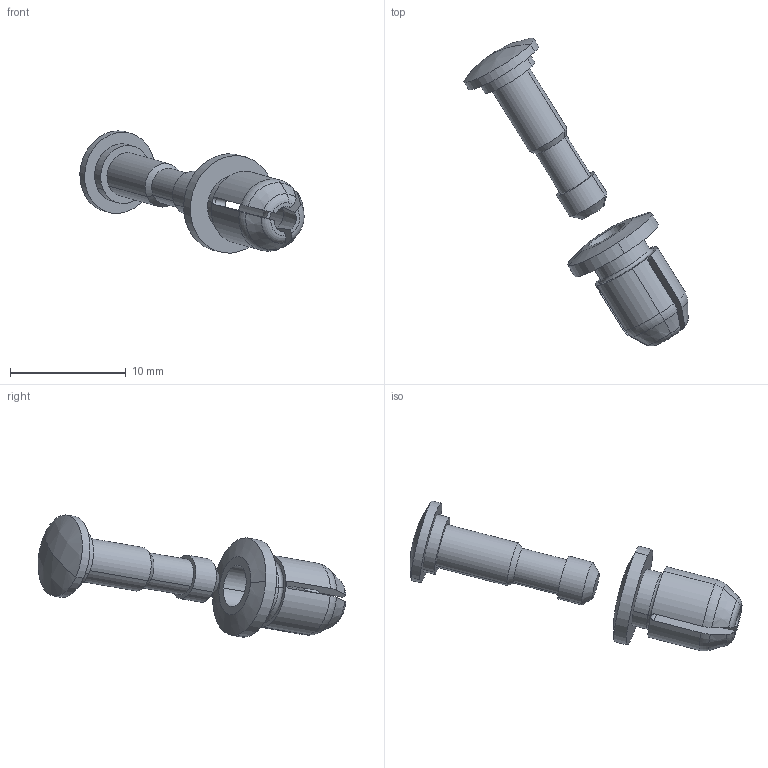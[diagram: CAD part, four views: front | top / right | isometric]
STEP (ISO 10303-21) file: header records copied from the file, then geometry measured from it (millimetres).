
FILE_DESCRIPTION (( 'STEP AP214' ), '1' );
FILE_NAME ('Southco Nylatch 2-piece (low profile).STEP', '2021-02-20T19:42:29', ( '' ), ( '' ), 'SwSTEP 2.0', 'SolidWorks 2018', '' );
FILE_SCHEMA (( 'AUTOMOTIVE_DESIGN' ));
Length unit declared in the file: millimetre
Products named in the file (3): Southco-NY-4P-44-3-50; Southco-NY-4G-42-10; Southco Nylatch 2-piece (low profile)
Assembly tree (2 placements, depth 2):
  Southco Nylatch 2-piece (low profile)
    Southco-NY-4G-42-10
    Southco-NY-4P-44-3-50
Bounding box: 19.41 x 26.65 x 10.58 mm (x, y, z)
Volume: 406.5 mm3; surface area: 709.6 mm2
Topology: 2 solids, 2 shells, 77 faces, 194 edges, 125 vertices
Faces by surface type: cylinder 25, plane 19, cone 17, torus 14, sphere 2
Entity records: 2614 total; most frequent: CARTESIAN_POINT 664, DIRECTION 397, ORIENTED_EDGE 388, EDGE_CURVE 194, AXIS2_PLACEMENT_3D 167, VERTEX_POINT 125, CIRCLE 85, EDGE_LOOP 83
